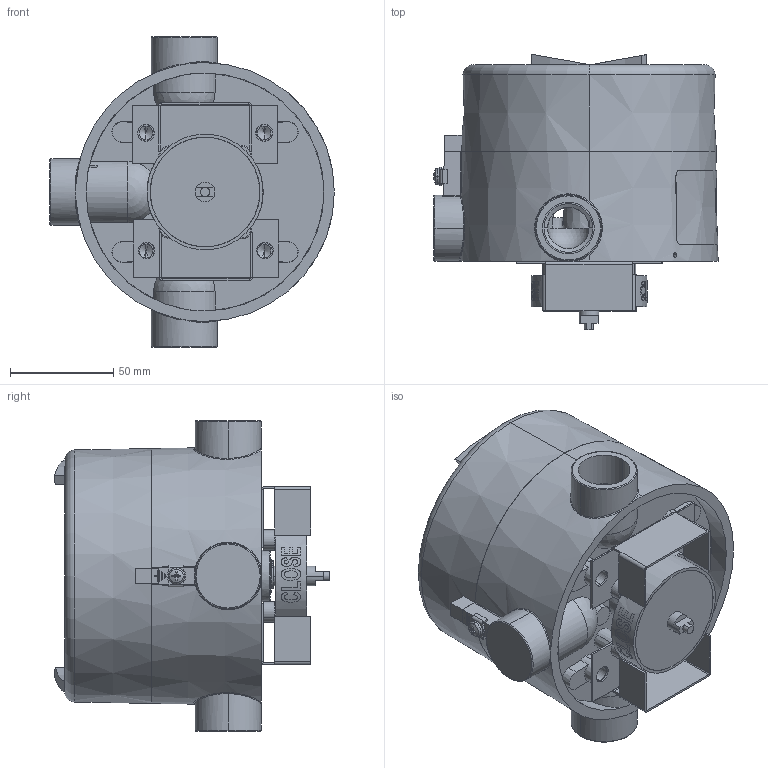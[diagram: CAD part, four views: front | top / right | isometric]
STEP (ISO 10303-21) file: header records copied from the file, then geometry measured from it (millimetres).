
FILE_DESCRIPTION (( 'STEP AP214' ), '1' );
FILE_NAME ('DSDM med Dome_140924.STEP', '2014-09-25T14:18:58', ( '' ), ( '' ), 'SwSTEP 2.0', 'SolidWorks 2014', '' );
FILE_SCHEMA (( 'AUTOMOTIVE_DESIGN' ));
Length unit declared in the file: millimetre
Products named in the file (1): DSDM med Dome_140924
Bounding box: 137.62 x 133.1 x 150 mm (x, y, z)
Volume: 486206.5 mm3; surface area: 198765.5 mm2
Topology: 21 solids, 21 shells, 1199 faces, 2843 edges, 1724 vertices
Faces by surface type: cylinder 443, cone 357, plane 299, torus 74, bspline 18, sphere 8
Entity records: 40913 total; most frequent: CARTESIAN_POINT 12803, DIRECTION 6187, ORIENTED_EDGE 5582, EDGE_CURVE 2791, AXIS2_PLACEMENT_3D 2473, VERTEX_POINT 1718, EDGE_LOOP 1345, CIRCLE 1291
